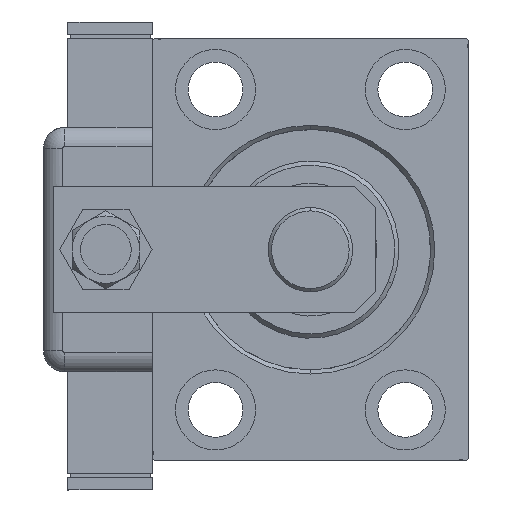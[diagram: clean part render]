
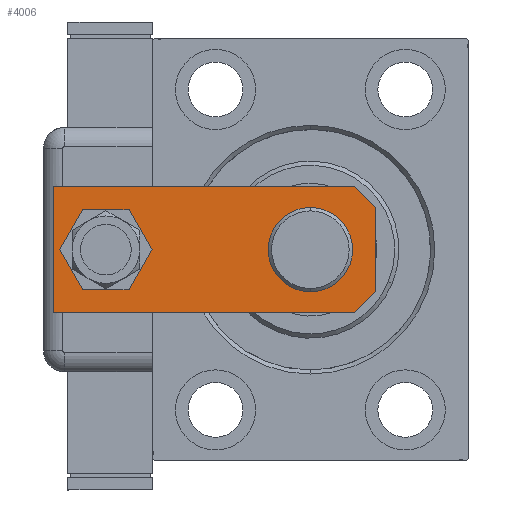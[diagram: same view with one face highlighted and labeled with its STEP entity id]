
A CAD part, left-side view. The second image highlights one B-rep face of the part: STEP entity #4006.
In plain terms, the highlighted face is planar.
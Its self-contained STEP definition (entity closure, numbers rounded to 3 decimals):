
#22 = LINE ( 'NONE', #39080, #43711 ) ;
#309 = VERTEX_POINT ( 'NONE', #29263 ) ;
#325 = CARTESIAN_POINT ( 'NONE',  ( -15., 5., 0. ) ) ;
#385 = CARTESIAN_POINT ( 'NONE',  ( 15., 5., 0. ) ) ;
#401 = VERTEX_POINT ( 'NONE', #44820 ) ;
#850 = EDGE_CURVE ( 'NONE', #309, #33502, #27324, .T. ) ;
#3292 = DIRECTION ( 'NONE',  ( 0., 1., 0. ) ) ;
#3371 = FACE_BOUND ( 'NONE', #5014, .T. ) ;
#4006 = ADVANCED_FACE ( 'NONE', ( #46074, #54616, #3371 ), #54925, .F. ) ;
#4603 = EDGE_CURVE ( 'NONE', #401, #10418, #27326, .T. ) ;
#5014 = EDGE_LOOP ( 'NONE', ( #9019, #52791 ) ) ;
#6713 = DIRECTION ( 'NONE',  ( 1., 0., 0. ) ) ;
#9019 = ORIENTED_EDGE ( 'NONE', *, *, #50695, .T. ) ;
#9685 = CARTESIAN_POINT ( 'NONE',  ( -15., 76.5, 0. ) ) ;
#10037 = ORIENTED_EDGE ( 'NONE', *, *, #21866, .T. ) ;
#10418 = VERTEX_POINT ( 'NONE', #56735 ) ;
#13145 = DIRECTION ( 'NONE',  ( -1., 0., 0. ) ) ;
#13299 = DIRECTION ( 'NONE',  ( 1., 0., 0. ) ) ;
#14016 = EDGE_CURVE ( 'NONE', #37780, #41691, #16840, .T. ) ;
#14075 = DIRECTION ( 'NONE',  ( -0.707, -0.707, 0. ) ) ;
#14499 = CARTESIAN_POINT ( 'NONE',  ( -10., 15.5, 0. ) ) ;
#14653 = VERTEX_POINT ( 'NONE', #385 ) ;
#14709 = CARTESIAN_POINT ( 'NONE',  ( 0., 15.5, 0. ) ) ;
#15878 = EDGE_LOOP ( 'NONE', ( #34487, #10037, #40477, #28741, #18094, #35335 ) ) ;
#15942 = EDGE_CURVE ( 'NONE', #19354, #48491, #35576, .T. ) ;
#16840 = LINE ( 'NONE', #17134, #16964 ) ;
#16964 = VECTOR ( 'NONE', #13145, 1000. ) ;
#17134 = CARTESIAN_POINT ( 'NONE',  ( 15., 76.5, 0. ) ) ;
#18094 = ORIENTED_EDGE ( 'NONE', *, *, #52933, .F. ) ;
#18391 = DIRECTION ( 'NONE',  ( 1., 0., 0. ) ) ;
#19354 = VERTEX_POINT ( 'NONE', #27814 ) ;
#21043 = CARTESIAN_POINT ( 'NONE',  ( 0., 64., 0. ) ) ;
#21866 = EDGE_CURVE ( 'NONE', #401, #56288, #22, .T. ) ;
#22201 = LINE ( 'NONE', #35040, #42896 ) ;
#22339 = AXIS2_PLACEMENT_3D ( 'NONE', #29898, #57971, #6713 ) ;
#22575 = CARTESIAN_POINT ( 'NONE',  ( -15., 76.5, 0. ) ) ;
#23456 = ORIENTED_EDGE ( 'NONE', *, *, #59944, .T. ) ;
#23720 = DIRECTION ( 'NONE',  ( 0., -1., 0. ) ) ;
#24554 = CARTESIAN_POINT ( 'NONE',  ( 0., 64., 0. ) ) ;
#25343 = DIRECTION ( 'NONE',  ( -0.707, 0.707, 0. ) ) ;
#27324 = CIRCLE ( 'NONE', #51663, 10. ) ;
#27326 = LINE ( 'NONE', #51116, #31388 ) ;
#27814 = CARTESIAN_POINT ( 'NONE',  ( -7., 64., 0. ) ) ;
#27910 = EDGE_LOOP ( 'NONE', ( #51456, #23456 ) ) ;
#28091 = CARTESIAN_POINT ( 'NONE',  ( 15., 5., 0. ) ) ;
#28157 = CIRCLE ( 'NONE', #22339, 10. ) ;
#28741 = ORIENTED_EDGE ( 'NONE', *, *, #14016, .F. ) ;
#29263 = CARTESIAN_POINT ( 'NONE',  ( 10., 15.5, 0. ) ) ;
#29898 = CARTESIAN_POINT ( 'NONE',  ( 0., 15.5, 0. ) ) ;
#31388 = VECTOR ( 'NONE', #13299, 1000. ) ;
#31438 = CARTESIAN_POINT ( 'NONE',  ( 0., 0., 0. ) ) ;
#31738 = DIRECTION ( 'NONE',  ( 0., 0., 1. ) ) ;
#33040 = VECTOR ( 'NONE', #14075, 1000. ) ;
#33502 = VERTEX_POINT ( 'NONE', #14499 ) ;
#34487 = ORIENTED_EDGE ( 'NONE', *, *, #4603, .F. ) ;
#35040 = CARTESIAN_POINT ( 'NONE',  ( 15., 0., 0. ) ) ;
#35335 = ORIENTED_EDGE ( 'NONE', *, *, #51610, .T. ) ;
#35576 = CIRCLE ( 'NONE', #56985, 7. ) ;
#37780 = VERTEX_POINT ( 'NONE', #50845 ) ;
#39040 = DIRECTION ( 'NONE',  ( 1., 0., 0. ) ) ;
#39080 = CARTESIAN_POINT ( 'NONE',  ( -10., 0., 0. ) ) ;
#39861 = VECTOR ( 'NONE', #23720, 1000. ) ;
#40477 = ORIENTED_EDGE ( 'NONE', *, *, #51438, .F. ) ;
#41691 = VERTEX_POINT ( 'NONE', #22575 ) ;
#42896 = VECTOR ( 'NONE', #3292, 1000. ) ;
#42985 = AXIS2_PLACEMENT_3D ( 'NONE', #24554, #57803, #43169 ) ;
#43169 = DIRECTION ( 'NONE',  ( 1., 0., 0. ) ) ;
#43711 = VECTOR ( 'NONE', #25343, 1000. ) ;
#44820 = CARTESIAN_POINT ( 'NONE',  ( -10., 0., 0. ) ) ;
#44873 = DIRECTION ( 'NONE',  ( 1., 0., 0. ) ) ;
#46074 = FACE_OUTER_BOUND ( 'NONE', #15878, .T. ) ;
#48491 = VERTEX_POINT ( 'NONE', #59374 ) ;
#48846 = AXIS2_PLACEMENT_3D ( 'NONE', #31438, #31738, #44873 ) ;
#49391 = DIRECTION ( 'NONE',  ( 0., 0., 1. ) ) ;
#50695 = EDGE_CURVE ( 'NONE', #33502, #309, #28157, .T. ) ;
#50845 = CARTESIAN_POINT ( 'NONE',  ( 15., 76.5, 0. ) ) ;
#51116 = CARTESIAN_POINT ( 'NONE',  ( -15., 0., 0. ) ) ;
#51438 = EDGE_CURVE ( 'NONE', #41691, #56288, #51474, .T. ) ;
#51456 = ORIENTED_EDGE ( 'NONE', *, *, #15942, .T. ) ;
#51474 = LINE ( 'NONE', #9685, #39861 ) ;
#51581 = LINE ( 'NONE', #28091, #33040 ) ;
#51610 = EDGE_CURVE ( 'NONE', #14653, #10418, #51581, .T. ) ;
#51663 = AXIS2_PLACEMENT_3D ( 'NONE', #14709, #60178, #18391 ) ;
#52791 = ORIENTED_EDGE ( 'NONE', *, *, #850, .T. ) ;
#52933 = EDGE_CURVE ( 'NONE', #14653, #37780, #22201, .T. ) ;
#54616 = FACE_BOUND ( 'NONE', #27910, .T. ) ;
#54925 = PLANE ( 'NONE',  #48846 ) ;
#56288 = VERTEX_POINT ( 'NONE', #325 ) ;
#56645 = CIRCLE ( 'NONE', #42985, 7. ) ;
#56735 = CARTESIAN_POINT ( 'NONE',  ( 10., 0., 0. ) ) ;
#56985 = AXIS2_PLACEMENT_3D ( 'NONE', #21043, #49391, #39040 ) ;
#57803 = DIRECTION ( 'NONE',  ( 0., 0., 1. ) ) ;
#57971 = DIRECTION ( 'NONE',  ( 0., 0., 1. ) ) ;
#59374 = CARTESIAN_POINT ( 'NONE',  ( 7., 64., 0. ) ) ;
#59944 = EDGE_CURVE ( 'NONE', #48491, #19354, #56645, .T. ) ;
#60178 = DIRECTION ( 'NONE',  ( 0., 0., 1. ) ) ;
